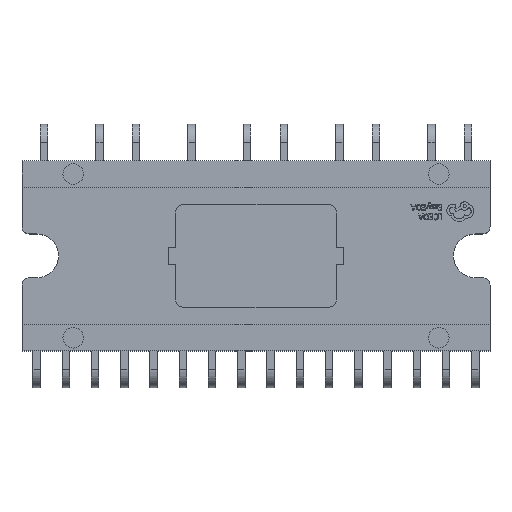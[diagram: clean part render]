
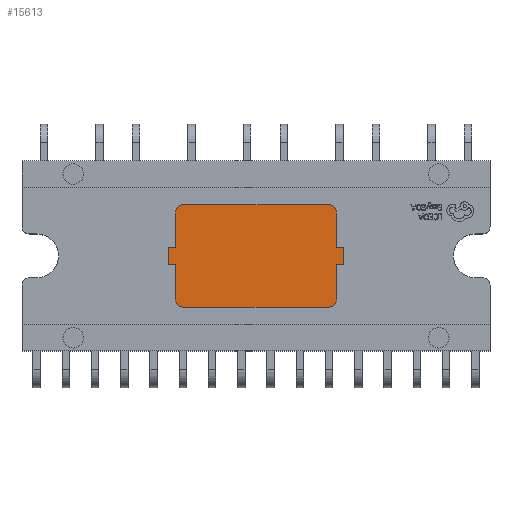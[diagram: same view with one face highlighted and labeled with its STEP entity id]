
A CAD part, top view. The second image highlights one B-rep face of the part: STEP entity #15613.
In plain terms, the highlighted planar face has unit normal (0, 0, 1).
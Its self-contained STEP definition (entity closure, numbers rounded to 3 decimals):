
#210 = DIRECTION ( 'NONE',  ( 0., 0., -1. ) ) ;
#301 = VERTEX_POINT ( 'NONE', #9172 ) ;
#782 = DIRECTION ( 'NONE',  ( 0., 0., -1. ) ) ;
#805 = EDGE_LOOP ( 'NONE', ( #7911, #22636, #3349, #10263, #16778, #18841, #6591, #4856, #9609, #14853, #27183, #4078, #25076, #15112, #10035, #18589 ) ) ;
#1135 = PLANE ( 'NONE',  #14678 ) ;
#1413 = VERTEX_POINT ( 'NONE', #1568 ) ;
#1568 = CARTESIAN_POINT ( 'NONE',  ( -5.5, 3., 3.6 ) ) ;
#2044 = DIRECTION ( 'NONE',  ( -1., 0., 0. ) ) ;
#2425 = EDGE_CURVE ( 'NONE', #5297, #18723, #11324, .T. ) ;
#2671 = CARTESIAN_POINT ( 'NONE',  ( -5.5, 4.7, 3.6 ) ) ;
#2748 = VECTOR ( 'NONE', #26122, 1000. ) ;
#2804 = VERTEX_POINT ( 'NONE', #15641 ) ;
#2828 = LINE ( 'NONE', #2671, #17462 ) ;
#2915 = EDGE_CURVE ( 'NONE', #12169, #2804, #27648, .T. ) ;
#3099 = DIRECTION ( 'NONE',  ( 0., 1., 0. ) ) ;
#3176 = VERTEX_POINT ( 'NONE', #12284 ) ;
#3326 = EDGE_CURVE ( 'NONE', #4712, #7873, #21600, .T. ) ;
#3349 = ORIENTED_EDGE ( 'NONE', *, *, #12901, .F. ) ;
#3634 = DIRECTION ( 'NONE',  ( 0., 1., 0. ) ) ;
#3719 = VECTOR ( 'NONE', #8609, 1000. ) ;
#3746 = DIRECTION ( 'NONE',  ( 0., 0., -1. ) ) ;
#3913 = LINE ( 'NONE', #15294, #14159 ) ;
#4035 = AXIS2_PLACEMENT_3D ( 'NONE', #10130, #25165, #3634 ) ;
#4078 = ORIENTED_EDGE ( 'NONE', *, *, #9270, .F. ) ;
#4127 = CARTESIAN_POINT ( 'NONE',  ( -5.5, -0.6, 3.6 ) ) ;
#4216 = DIRECTION ( 'NONE',  ( 0., -1., 0. ) ) ;
#4350 = CARTESIAN_POINT ( 'NONE',  ( 5.5, -3., 3.6 ) ) ;
#4474 = CIRCLE ( 'NONE', #4035, 0.5 ) ;
#4712 = VERTEX_POINT ( 'NONE', #7719 ) ;
#4804 = EDGE_CURVE ( 'NONE', #301, #28169, #25507, .T. ) ;
#4856 = ORIENTED_EDGE ( 'NONE', *, *, #25930, .F. ) ;
#5071 = VECTOR ( 'NONE', #2044, 1000. ) ;
#5297 = VERTEX_POINT ( 'NONE', #9946 ) ;
#5557 = DIRECTION ( 'NONE',  ( 0., -1., 0. ) ) ;
#6017 = LINE ( 'NONE', #28258, #3719 ) ;
#6591 = ORIENTED_EDGE ( 'NONE', *, *, #2425, .F. ) ;
#6929 = CARTESIAN_POINT ( 'NONE',  ( -5., -3., 3.6 ) ) ;
#7275 = CARTESIAN_POINT ( 'NONE',  ( -5.5, -3., 3.6 ) ) ;
#7719 = CARTESIAN_POINT ( 'NONE',  ( 6., -0.6, 3.6 ) ) ;
#7873 = VERTEX_POINT ( 'NONE', #26990 ) ;
#7911 = ORIENTED_EDGE ( 'NONE', *, *, #4804, .F. ) ;
#8190 = DIRECTION ( 'NONE',  ( 0., 1., 0. ) ) ;
#8332 = DIRECTION ( 'NONE',  ( 0., 1., 0. ) ) ;
#8461 = DIRECTION ( 'NONE',  ( 0., 0., -1. ) ) ;
#8609 = DIRECTION ( 'NONE',  ( 0., -1., 0. ) ) ;
#8666 = CARTESIAN_POINT ( 'NONE',  ( 5.5, 4.7, 3.6 ) ) ;
#8675 = EDGE_CURVE ( 'NONE', #1413, #11132, #23165, .T. ) ;
#8706 = CIRCLE ( 'NONE', #23381, 0.5 ) ;
#8803 = CARTESIAN_POINT ( 'NONE',  ( -5.5, 0.6, 3.6 ) ) ;
#9172 = CARTESIAN_POINT ( 'NONE',  ( 5.5, 0.6, 3.6 ) ) ;
#9270 = EDGE_CURVE ( 'NONE', #15565, #25765, #19875, .T. ) ;
#9609 = ORIENTED_EDGE ( 'NONE', *, *, #2915, .F. ) ;
#9907 = CARTESIAN_POINT ( 'NONE',  ( -5., -3.5, 3.6 ) ) ;
#9946 = CARTESIAN_POINT ( 'NONE',  ( -6., 0.6, 3.6 ) ) ;
#10035 = ORIENTED_EDGE ( 'NONE', *, *, #3326, .F. ) ;
#10130 = CARTESIAN_POINT ( 'NONE',  ( 5., 3., 3.6 ) ) ;
#10263 = ORIENTED_EDGE ( 'NONE', *, *, #16171, .F. ) ;
#10339 = EDGE_CURVE ( 'NONE', #14990, #15565, #27701, .T. ) ;
#10793 = LINE ( 'NONE', #17406, #2748 ) ;
#11132 = VERTEX_POINT ( 'NONE', #22707 ) ;
#11324 = LINE ( 'NONE', #13330, #15252 ) ;
#11465 = VECTOR ( 'NONE', #5557, 1000. ) ;
#11790 = EDGE_CURVE ( 'NONE', #20729, #12169, #3913, .T. ) ;
#12169 = VERTEX_POINT ( 'NONE', #4127 ) ;
#12284 = CARTESIAN_POINT ( 'NONE',  ( 5., 3.5, 3.6 ) ) ;
#12469 = LINE ( 'NONE', #21206, #11465 ) ;
#12522 = CARTESIAN_POINT ( 'NONE',  ( 5., -3., 3.6 ) ) ;
#12901 = EDGE_CURVE ( 'NONE', #3176, #22207, #4474, .T. ) ;
#12980 = DIRECTION ( 'NONE',  ( 0., 1., 0. ) ) ;
#13330 = CARTESIAN_POINT ( 'NONE',  ( 16., 0.6, 3.6 ) ) ;
#13454 = CARTESIAN_POINT ( 'NONE',  ( 6., 0.6, 3.6 ) ) ;
#13585 = EDGE_CURVE ( 'NONE', #18723, #1413, #2828, .T. ) ;
#14159 = VECTOR ( 'NONE', #12980, 1000. ) ;
#14542 = VECTOR ( 'NONE', #26462, 1000. ) ;
#14678 = AXIS2_PLACEMENT_3D ( 'NONE', #15239, #8461, #8332 ) ;
#14853 = ORIENTED_EDGE ( 'NONE', *, *, #11790, .F. ) ;
#14878 = LINE ( 'NONE', #8666, #22682 ) ;
#14990 = VERTEX_POINT ( 'NONE', #4350 ) ;
#15073 = LINE ( 'NONE', #24056, #19266 ) ;
#15112 = ORIENTED_EDGE ( 'NONE', *, *, #15811, .F. ) ;
#15239 = CARTESIAN_POINT ( 'NONE',  ( 16., 4.7, 3.6 ) ) ;
#15252 = VECTOR ( 'NONE', #22369, 1000. ) ;
#15294 = CARTESIAN_POINT ( 'NONE',  ( -5.5, 4.7, 3.6 ) ) ;
#15371 = AXIS2_PLACEMENT_3D ( 'NONE', #12522, #3746, #8190 ) ;
#15565 = VERTEX_POINT ( 'NONE', #21076 ) ;
#15577 = DIRECTION ( 'NONE',  ( 0., 1., 0. ) ) ;
#15613 = ADVANCED_FACE ( 'NONE', ( #22965 ), #1135, .F. ) ;
#15641 = CARTESIAN_POINT ( 'NONE',  ( -6., -0.6, 3.6 ) ) ;
#15811 = EDGE_CURVE ( 'NONE', #7873, #14990, #12469, .T. ) ;
#16171 = EDGE_CURVE ( 'NONE', #11132, #3176, #10793, .T. ) ;
#16177 = CARTESIAN_POINT ( 'NONE',  ( -5., 3., 3.6 ) ) ;
#16778 = ORIENTED_EDGE ( 'NONE', *, *, #8675, .F. ) ;
#17406 = CARTESIAN_POINT ( 'NONE',  ( 16., 3.5, 3.6 ) ) ;
#17462 = VECTOR ( 'NONE', #3099, 1000. ) ;
#17717 = EDGE_CURVE ( 'NONE', #25765, #20729, #8706, .T. ) ;
#18266 = EDGE_CURVE ( 'NONE', #28169, #4712, #6017, .T. ) ;
#18572 = AXIS2_PLACEMENT_3D ( 'NONE', #16177, #782, #22886 ) ;
#18589 = ORIENTED_EDGE ( 'NONE', *, *, #18266, .F. ) ;
#18699 = VECTOR ( 'NONE', #23508, 1000. ) ;
#18723 = VERTEX_POINT ( 'NONE', #8803 ) ;
#18841 = ORIENTED_EDGE ( 'NONE', *, *, #13585, .F. ) ;
#19266 = VECTOR ( 'NONE', #25937, 1000. ) ;
#19875 = LINE ( 'NONE', #26759, #14542 ) ;
#20691 = VECTOR ( 'NONE', #23355, 1000. ) ;
#20729 = VERTEX_POINT ( 'NONE', #7275 ) ;
#21076 = CARTESIAN_POINT ( 'NONE',  ( 5., -3.5, 3.6 ) ) ;
#21206 = CARTESIAN_POINT ( 'NONE',  ( 5.5, 4.7, 3.6 ) ) ;
#21600 = LINE ( 'NONE', #28051, #5071 ) ;
#22207 = VERTEX_POINT ( 'NONE', #27985 ) ;
#22369 = DIRECTION ( 'NONE',  ( 1., 0., 0. ) ) ;
#22636 = ORIENTED_EDGE ( 'NONE', *, *, #26324, .F. ) ;
#22682 = VECTOR ( 'NONE', #4216, 1000. ) ;
#22707 = CARTESIAN_POINT ( 'NONE',  ( -5., 3.5, 3.6 ) ) ;
#22886 = DIRECTION ( 'NONE',  ( 0., 1., 0. ) ) ;
#22965 = FACE_OUTER_BOUND ( 'NONE', #805, .T. ) ;
#23165 = CIRCLE ( 'NONE', #18572, 0.5 ) ;
#23355 = DIRECTION ( 'NONE',  ( -1., 0., 0. ) ) ;
#23381 = AXIS2_PLACEMENT_3D ( 'NONE', #6929, #210, #15577 ) ;
#23508 = DIRECTION ( 'NONE',  ( 1., 0., 0. ) ) ;
#24056 = CARTESIAN_POINT ( 'NONE',  ( -6., 4.7, 3.6 ) ) ;
#25076 = ORIENTED_EDGE ( 'NONE', *, *, #10339, .F. ) ;
#25165 = DIRECTION ( 'NONE',  ( 0., 0., -1. ) ) ;
#25507 = LINE ( 'NONE', #27801, #18699 ) ;
#25765 = VERTEX_POINT ( 'NONE', #9907 ) ;
#25930 = EDGE_CURVE ( 'NONE', #2804, #5297, #15073, .T. ) ;
#25937 = DIRECTION ( 'NONE',  ( 0., 1., 0. ) ) ;
#26122 = DIRECTION ( 'NONE',  ( 1., 0., 0. ) ) ;
#26324 = EDGE_CURVE ( 'NONE', #22207, #301, #14878, .T. ) ;
#26462 = DIRECTION ( 'NONE',  ( -1., 0., 0. ) ) ;
#26759 = CARTESIAN_POINT ( 'NONE',  ( 16., -3.5, 3.6 ) ) ;
#26990 = CARTESIAN_POINT ( 'NONE',  ( 5.5, -0.6, 3.6 ) ) ;
#27183 = ORIENTED_EDGE ( 'NONE', *, *, #17717, .F. ) ;
#27648 = LINE ( 'NONE', #27790, #20691 ) ;
#27701 = CIRCLE ( 'NONE', #15371, 0.5 ) ;
#27790 = CARTESIAN_POINT ( 'NONE',  ( 16., -0.6, 3.6 ) ) ;
#27801 = CARTESIAN_POINT ( 'NONE',  ( 16., 0.6, 3.6 ) ) ;
#27985 = CARTESIAN_POINT ( 'NONE',  ( 5.5, 3., 3.6 ) ) ;
#28051 = CARTESIAN_POINT ( 'NONE',  ( 16., -0.6, 3.6 ) ) ;
#28169 = VERTEX_POINT ( 'NONE', #13454 ) ;
#28258 = CARTESIAN_POINT ( 'NONE',  ( 6., 4.7, 3.6 ) ) ;
